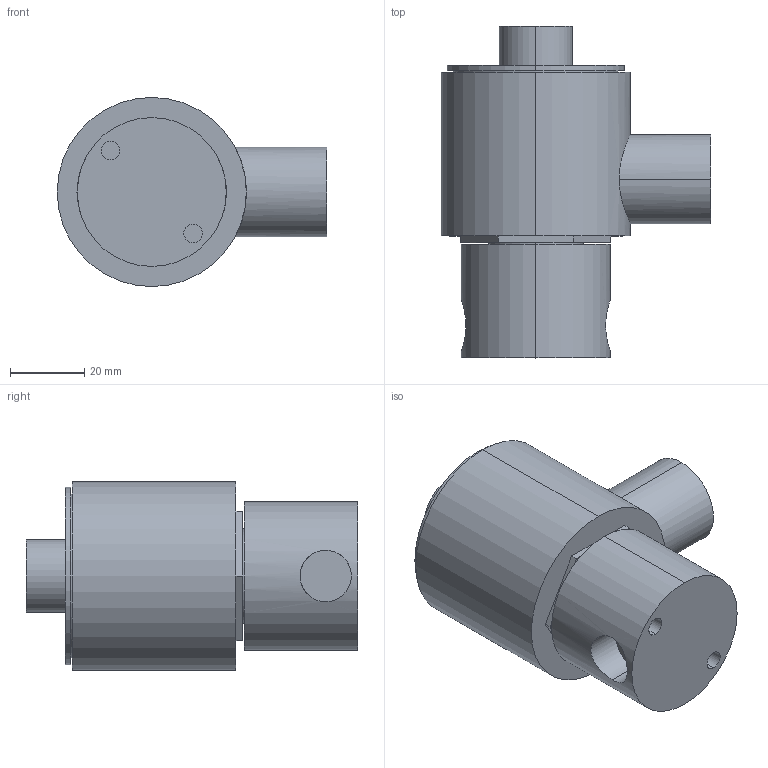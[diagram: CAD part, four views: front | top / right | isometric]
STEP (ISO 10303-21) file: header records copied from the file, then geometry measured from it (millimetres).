
FILE_DESCRIPTION (( 'STEP AP214' ), '1' );
FILE_NAME ('YS301X-3B.STEP', '2025-09-05T07:23:58', ( '' ), ( '' ), 'SwSTEP 2.0', 'SolidWorks 2024', '' );
FILE_SCHEMA (( 'AUTOMOTIVE_DESIGN' ));
Length unit declared in the file: millimetre
Products named in the file (3): ZS301-2_3B; AS301X; YS301X-3B
Assembly tree (2 placements, depth 2):
  YS301X-3B
    ZS301-2_3B
    AS301X
Bounding box: 72.4 x 89.12 x 50.8 mm (x, y, z)
Volume: 138365.4 mm3; surface area: 23767.6 mm2
Topology: 2 solids, 2 shells, 48 faces, 96 edges, 64 vertices
Faces by surface type: cylinder 26, plane 22
Entity records: 1617 total; most frequent: CARTESIAN_POINT 488, DIRECTION 242, ORIENTED_EDGE 192, AXIS2_PLACEMENT_3D 99, EDGE_CURVE 96, VERTEX_POINT 64, EDGE_LOOP 60, FACE_OUTER_BOUND 48
